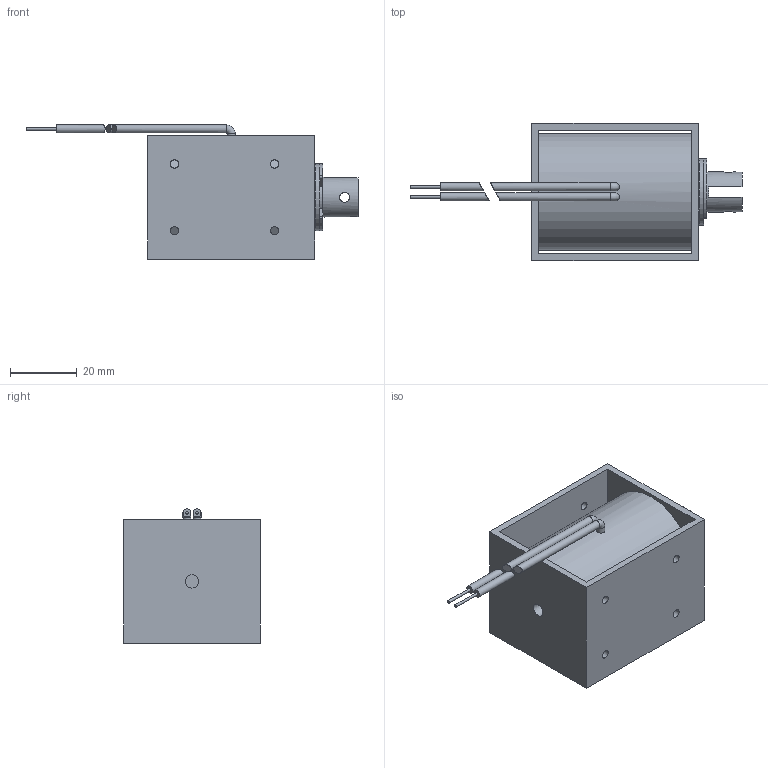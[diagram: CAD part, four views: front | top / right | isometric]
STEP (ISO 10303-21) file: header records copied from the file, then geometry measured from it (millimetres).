
FILE_DESCRIPTION( ( 'Unknown' ), '1' );
FILE_NAME( 'F1250L.stp', 'Unknown', ( 'Unknown' ), ( 'Unknown' ), 'PSStep 17.0.49', 'Unknown', ' ' );
FILE_SCHEMA( ( 'AUTOMOTIVE_DESIGN { 1 0 10303 214 1 1 1 1 }' ) );
Length unit declared in the file: millimetre
Products named in the file (7): Assem1; F1250L; F1250L-2; E-ring 11,4mm; RubberDamping
Assembly tree (6 placements, depth 2):
  Assem1
    F1250L
    F1250L
    F1250L
    F1250L-2
    E-ring 11,4mm
    RubberDamping
Bounding box: 99.5 x 41 x 40.2 mm (x, y, z)
Volume: 58630.7 mm3; surface area: 22333.4 mm2
Topology: 6 solids, 6 shells, 78 faces, 180 edges, 120 vertices
Faces by surface type: cylinder 38, plane 36, cone 2, torus 2
Full cylindrical faces by diameter (mm): 0.8 x2, 2.4 x6, 2.459 x8, 3 x2, 4 x1, 11 x1, 12 x4, 20 x1, 35 x1
Entity records: 2976 total; most frequent: CARTESIAN_POINT 507, DIRECTION 384, ORIENTED_EDGE 284, AXIS2_PLACEMENT_3D 161, EDGE_LOOP 142, EDGE_CURVE 142, VERTEX_POINT 112, FACE_OUTER_BOUND 106
